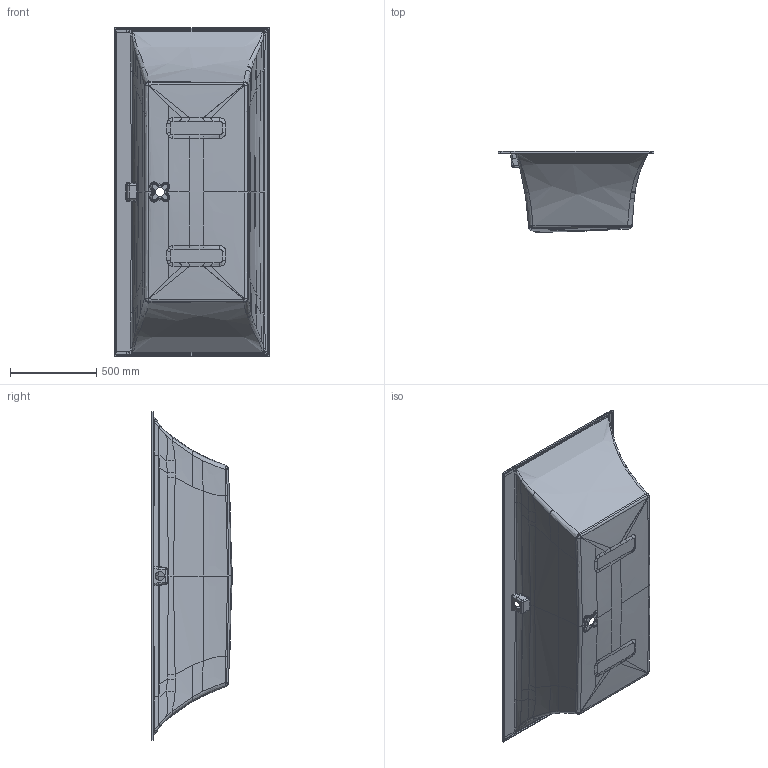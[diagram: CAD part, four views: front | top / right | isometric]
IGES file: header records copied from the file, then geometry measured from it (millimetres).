
Start section:  PTC IGES file: Squaro_Edge_12_190x90.igs
Global section: file name: Squaro_Edge_12_190x90.igs; native system: Creo Parametric by Parametric Technology Corporation; preprocessor: 2012480; author: radixh; organization: Unknown; date: 20130313.120429; units: millimetre
Bounding box: 900 x 471.5 x 1900 mm (x, y, z)
Volume: 30497612 mm3; surface area: 6199219.6 mm2
Topology: 1 solids, 1 shells, 632 faces, 1478 edges, 895 vertices
Faces by surface type: bspline 553, revolution 75, extrusion 4
